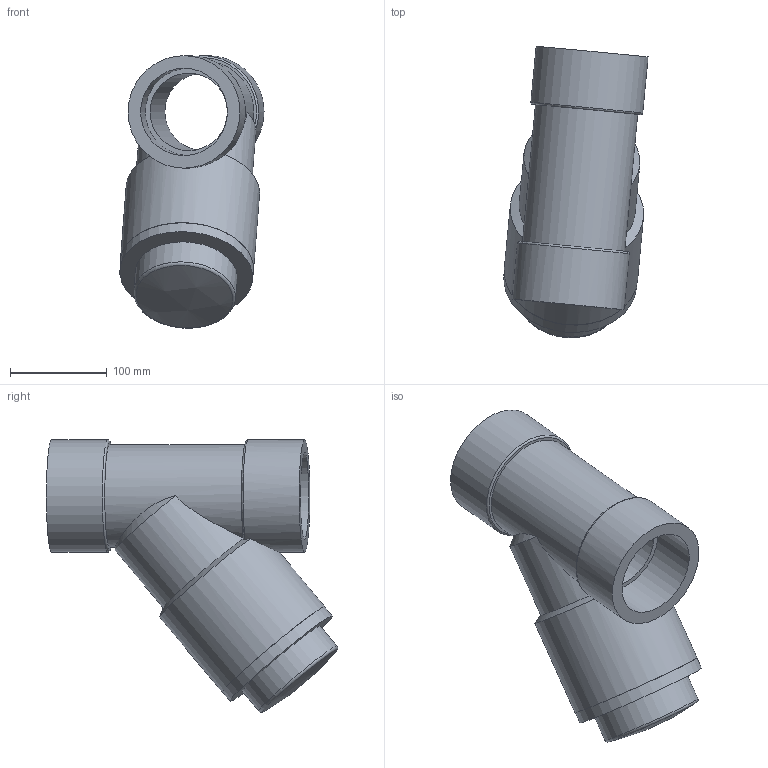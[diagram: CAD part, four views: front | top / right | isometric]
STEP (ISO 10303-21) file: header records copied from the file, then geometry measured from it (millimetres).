
FILE_DESCRIPTION(/* description */ (''),/* implementation_level */ '2;1');
FILE_NAME(/* name */ 'RVIV090E.iam.stp',/* time_stamp */ '2013-10-01T10:20:27+02:00',/* author */ ('bfaro'),/* organization */ (''),/* preprocessor_version */ 'ST-DEVELOPER v15.2',/* originating_system */ 'Autodesk Inventor 2014',/* authorisation */ '');
FILE_SCHEMA (('AUTOMOTIVE_DESIGN { 1 0 10303 214 3 1 1 }'));
Length unit declared in the file: millimetre
Products named in the file (3): cassa RVI-V 90; Coperchio RV 90; RVIV090E
Bounding box: 148.71 x 300.46 x 281.26 mm (x, y, z)
Volume: 3593333.7 mm3; surface area: 283889.5 mm2
Topology: 2 solids, 2 shells, 25 faces, 53 edges, 36 vertices
Faces by surface type: cylinder 10, plane 9, torus 3, cone 2, sphere 1
Full cylindrical faces by diameter (mm): 80 x1, 90 x2, 105 x1, 106 x1, 116 x2, 137.5 x1, 138 x1
Entity records: 760 total; most frequent: CARTESIAN_POINT 232, DIRECTION 110, ORIENTED_EDGE 74, AXIS2_PLACEMENT_3D 55, EDGE_LOOP 42, EDGE_CURVE 37, VERTEX_POINT 31, ADVANCED_FACE 25
